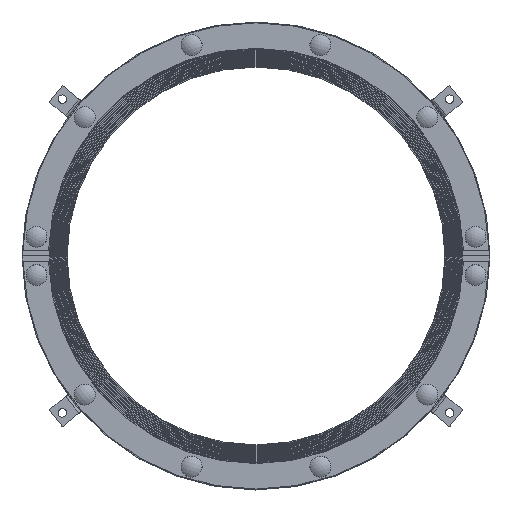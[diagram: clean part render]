
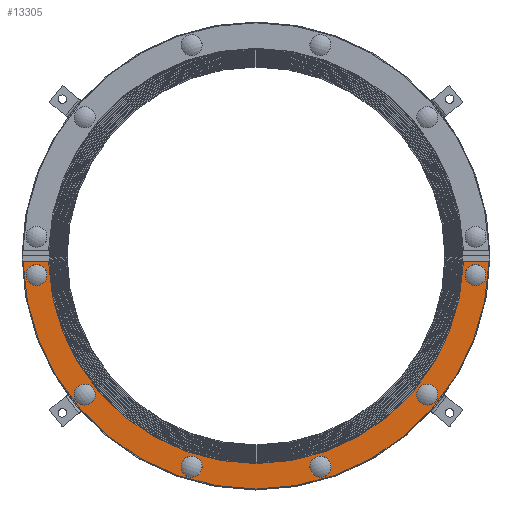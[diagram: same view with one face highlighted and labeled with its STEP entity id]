
A CAD part, top view. The second image highlights one B-rep face of the part: STEP entity #13305.
In plain terms, the highlighted planar face has unit normal (0, 0, 1).
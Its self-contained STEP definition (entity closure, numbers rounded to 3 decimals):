
#610=FACE_BOUND('',#2544,.T.);
#611=FACE_BOUND('',#2545,.T.);
#612=FACE_BOUND('',#2546,.T.);
#613=FACE_BOUND('',#2547,.T.);
#614=FACE_BOUND('',#2548,.T.);
#615=FACE_BOUND('',#2549,.T.);
#744=CIRCLE('',#13861,12.35);
#768=CIRCLE('',#13896,2.);
#770=CIRCLE('',#13900,2.);
#772=CIRCLE('',#13903,244.);
#775=CIRCLE('',#13907,2.);
#778=CIRCLE('',#13912,2.);
#781=CIRCLE('',#13916,274.);
#1081=CIRCLE('',#14511,12.35);
#1088=CIRCLE('',#14526,12.35);
#1095=CIRCLE('',#14541,12.35);
#1102=CIRCLE('',#14556,12.35);
#1109=CIRCLE('',#14578,12.35);
#1688=FACE_OUTER_BOUND('',#2543,.T.);
#2543=EDGE_LOOP('',(#9953,#9954,#9955,#9956,#9957,#9958,#9959,#9960));
#2544=EDGE_LOOP('',(#9961));
#2545=EDGE_LOOP('',(#9962));
#2546=EDGE_LOOP('',(#9963));
#2547=EDGE_LOOP('',(#9964));
#2548=EDGE_LOOP('',(#9965));
#2549=EDGE_LOOP('',(#9966));
#3110=LINE('',#19505,#4122);
#3116=LINE('',#19531,#4128);
#4122=VECTOR('',#15587,10.);
#4128=VECTOR('',#15615,10.);
#5155=VERTEX_POINT('',#19415);
#5184=VERTEX_POINT('',#19495);
#5185=VERTEX_POINT('',#19496);
#5188=VERTEX_POINT('',#19504);
#5190=VERTEX_POINT('',#19510);
#5192=VERTEX_POINT('',#19516);
#5195=VERTEX_POINT('',#19524);
#5197=VERTEX_POINT('',#19530);
#5200=VERTEX_POINT('',#19538);
#5591=VERTEX_POINT('',#21029);
#5598=VERTEX_POINT('',#21055);
#5605=VERTEX_POINT('',#21081);
#5612=VERTEX_POINT('',#21107);
#5631=VERTEX_POINT('',#21196);
#6372=EDGE_CURVE('',#5155,#5155,#744,.T.);
#6411=EDGE_CURVE('',#5184,#5185,#768,.T.);
#6415=EDGE_CURVE('',#5185,#5188,#3110,.T.);
#6418=EDGE_CURVE('',#5188,#5190,#770,.T.);
#6421=EDGE_CURVE('',#5190,#5192,#772,.T.);
#6425=EDGE_CURVE('',#5192,#5195,#775,.T.);
#6428=EDGE_CURVE('',#5195,#5197,#3116,.T.);
#6432=EDGE_CURVE('',#5197,#5200,#778,.T.);
#6436=EDGE_CURVE('',#5200,#5184,#781,.T.);
#7093=EDGE_CURVE('',#5591,#5591,#1081,.T.);
#7104=EDGE_CURVE('',#5598,#5598,#1088,.T.);
#7115=EDGE_CURVE('',#5605,#5605,#1095,.T.);
#7126=EDGE_CURVE('',#5612,#5612,#1102,.T.);
#7156=EDGE_CURVE('',#5631,#5631,#1109,.T.);
#9953=ORIENTED_EDGE('',*,*,#6411,.F.);
#9954=ORIENTED_EDGE('',*,*,#6436,.F.);
#9955=ORIENTED_EDGE('',*,*,#6432,.F.);
#9956=ORIENTED_EDGE('',*,*,#6428,.F.);
#9957=ORIENTED_EDGE('',*,*,#6425,.F.);
#9958=ORIENTED_EDGE('',*,*,#6421,.F.);
#9959=ORIENTED_EDGE('',*,*,#6418,.F.);
#9960=ORIENTED_EDGE('',*,*,#6415,.F.);
#9961=ORIENTED_EDGE('',*,*,#7126,.T.);
#9962=ORIENTED_EDGE('',*,*,#7104,.T.);
#9963=ORIENTED_EDGE('',*,*,#6372,.T.);
#9964=ORIENTED_EDGE('',*,*,#7093,.T.);
#9965=ORIENTED_EDGE('',*,*,#7115,.T.);
#9966=ORIENTED_EDGE('',*,*,#7156,.T.);
#11797=PLANE('',#14577);
#13305=ADVANCED_FACE('',(#1688,#610,#611,#612,#613,#614,#615),#11797,.F.);
#13861=AXIS2_PLACEMENT_3D('',#19417,#15494,#15495);
#13896=AXIS2_PLACEMENT_3D('',#19497,#15579,#15580);
#13900=AXIS2_PLACEMENT_3D('',#19511,#15592,#15593);
#13903=AXIS2_PLACEMENT_3D('',#19517,#15599,#15600);
#13907=AXIS2_PLACEMENT_3D('',#19525,#15608,#15609);
#13912=AXIS2_PLACEMENT_3D('',#19539,#15622,#15623);
#13916=AXIS2_PLACEMENT_3D('',#19545,#15631,#15632);
#14511=AXIS2_PLACEMENT_3D('',#21031,#17106,#17107);
#14526=AXIS2_PLACEMENT_3D('',#21057,#17140,#17141);
#14541=AXIS2_PLACEMENT_3D('',#21083,#17174,#17175);
#14556=AXIS2_PLACEMENT_3D('',#21109,#17208,#17209);
#14577=AXIS2_PLACEMENT_3D('',#21195,#17261,#17262);
#14578=AXIS2_PLACEMENT_3D('',#21197,#17263,#17264);
#15494=DIRECTION('center_axis',(0.,0.,
-1.));
#15495=DIRECTION('ref_axis',(0.996,-0.087,0.));
#15579=DIRECTION('center_axis',(0.,0.,
-1.));
#15580=DIRECTION('ref_axis',(-0.717,0.697,0.));
#15587=DIRECTION('',(1.,0.,0.));
#15592=DIRECTION('center_axis',(0.,0.,
-1.));
#15593=DIRECTION('ref_axis',(0.696,0.719,0.));
#15599=DIRECTION('center_axis',(0.,0.,
1.));
#15600=DIRECTION('ref_axis',(1.,-0.025,0.));
#15608=DIRECTION('center_axis',(0.,0.,
-1.));
#15609=DIRECTION('ref_axis',(-0.696,0.719,0.));
#15615=DIRECTION('',(1.,0.,0.));
#15622=DIRECTION('center_axis',(0.,0.,
-1.));
#15623=DIRECTION('ref_axis',(0.717,0.697,0.));
#15631=DIRECTION('center_axis',(0.,0.,
-1.));
#15632=DIRECTION('ref_axis',(-1.,0.022,0.));
#17106=DIRECTION('center_axis',(0.,0.,
-1.));
#17107=DIRECTION('ref_axis',(0.292,-0.956,0.));
#17140=DIRECTION('center_axis',(0.,0.,
-1.));
#17141=DIRECTION('ref_axis',(-0.292,-0.956,0.));
#17174=DIRECTION('center_axis',(0.,0.,
-1.));
#17175=DIRECTION('ref_axis',(-0.996,-0.087,0.));
#17208=DIRECTION('center_axis',(0.,0.,
-1.));
#17209=DIRECTION('ref_axis',(0.777,-0.629,0.));
#17261=DIRECTION('center_axis',(0.,0.,
-1.));
#17262=DIRECTION('ref_axis',(1.,0.,0.));
#17263=DIRECTION('center_axis',(0.,0.,
-1.));
#17264=DIRECTION('ref_axis',(-0.777,-0.629,0.));
#19415=CARTESIAN_POINT('',(245.711,-21.497,73.));
#19417=CARTESIAN_POINT('Origin',(258.014,-22.573,73.));
#19495=CARTESIAN_POINT('',(-273.881,-8.059,73.));
#19496=CARTESIAN_POINT('',(-271.882,-6.,73.));
#19497=CARTESIAN_POINT('Origin',(-271.882,-8.,73.));
#19504=CARTESIAN_POINT('',(-245.87,-6.,73.));
#19505=CARTESIAN_POINT('',(-243.926,-6.,73.));
#19510=CARTESIAN_POINT('',(-243.871,-7.935,73.));
#19511=CARTESIAN_POINT('Origin',(-245.87,-8.,73.));
#19516=CARTESIAN_POINT('',(243.871,-7.935,73.));
#19517=CARTESIAN_POINT('Origin',(0.,0.,
73.));
#19524=CARTESIAN_POINT('',(245.87,-6.,73.));
#19525=CARTESIAN_POINT('Origin',(245.87,-8.,73.));
#19530=CARTESIAN_POINT('',(271.882,-6.,73.));
#19531=CARTESIAN_POINT('',(273.934,-6.,73.));
#19538=CARTESIAN_POINT('',(273.881,-8.059,73.));
#19539=CARTESIAN_POINT('Origin',(271.882,-8.,73.));
#19545=CARTESIAN_POINT('Origin',(0.,0.,
73.));
#21029=CARTESIAN_POINT('',(72.113,-235.873,73.));
#21031=CARTESIAN_POINT('Origin',(75.724,-247.683,73.));
#21055=CARTESIAN_POINT('',(-72.113,-235.873,73.));
#21057=CARTESIAN_POINT('Origin',(-75.724,-247.683,73.));
#21081=CARTESIAN_POINT('',(-245.711,-21.497,73.));
#21083=CARTESIAN_POINT('Origin',(-258.014,-22.573,73.));
#21107=CARTESIAN_POINT('',(191.683,-155.222,73.));
#21109=CARTESIAN_POINT('Origin',(201.281,-162.994,73.));
#21195=CARTESIAN_POINT('Origin',(0.,-146.668,
73.));
#21196=CARTESIAN_POINT('',(-191.683,-155.222,73.));
#21197=CARTESIAN_POINT('Origin',(-201.281,-162.994,73.));
